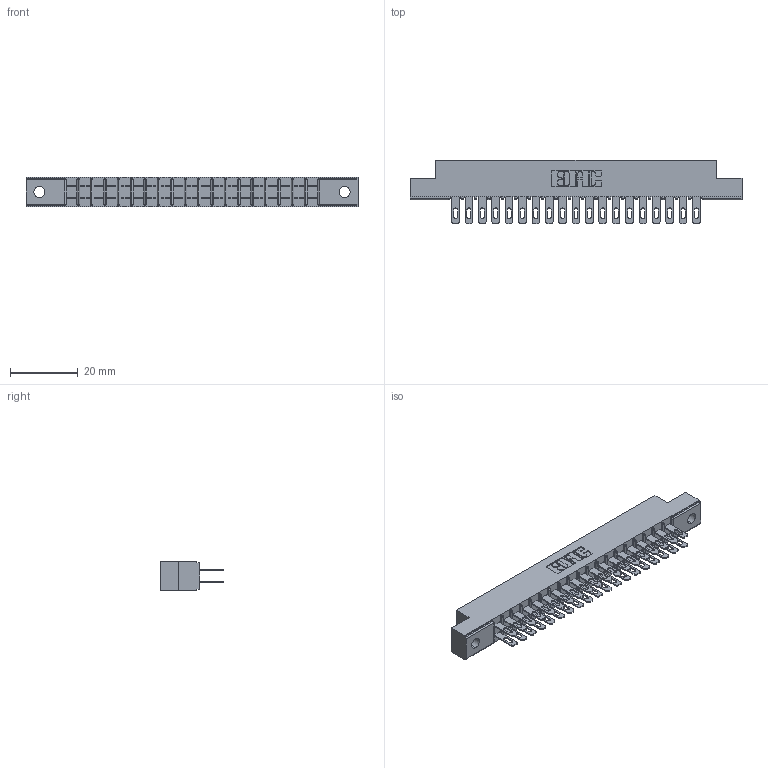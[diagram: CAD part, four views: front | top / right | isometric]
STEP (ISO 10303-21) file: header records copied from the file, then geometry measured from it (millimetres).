
FILE_DESCRIPTION (( 'STEP AP203' ), '1' );
FILE_NAME ('355-038-500-202.STEP', '2019-09-11T10:06:54', ( '' ), ( '' ), 'SwSTEP 2.0', 'SolidWorks 2016', '' );
FILE_SCHEMA (( 'CONFIG_CONTROL_DESIGN' ));
Length unit declared in the file: inch
Products named in the file (3): 355-038-500-202; 305-290-001_500; 305 Part_.128 Dia
Assembly tree (39 placements, depth 2):
  355-038-500-202
    305 Part_.128 Dia
    305-290-001_500  x38
Bounding box: 98.3 x 18.85 x 8.71 mm (x, y, z)
Volume: 6246.2 mm3; surface area: 12048.2 mm2
Topology: 39 solids, 39 shells, 2016 faces, 5769 edges, 3742 vertices
Faces by surface type: plane 1132, cylinder 808, sphere 76
Entity records: 23396 total; most frequent: CARTESIAN_POINT 3871, ORIENTED_EDGE 3838, DIRECTION 3765, EDGE_CURVE 1919, VECTOR 1525, LINE 1525, VERTEX_POINT 1226, AXIS2_PLACEMENT_3D 1120
